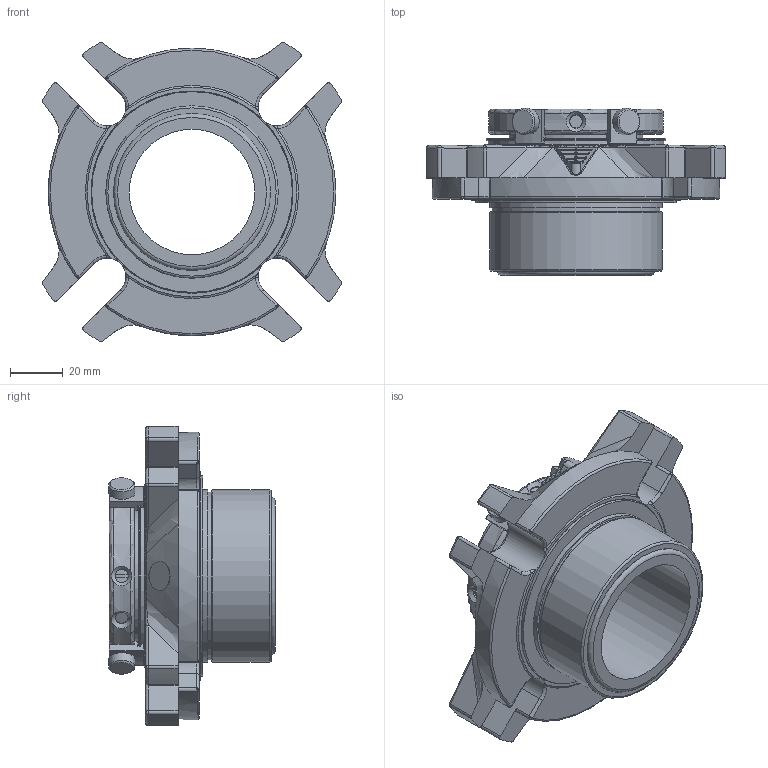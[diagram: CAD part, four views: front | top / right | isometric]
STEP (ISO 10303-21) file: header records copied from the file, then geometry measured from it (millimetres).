
FILE_DESCRIPTION(/* description */ ('Unknown'),/* implementation_level */ '2;1');
FILE_NAME(/* name */ '1.875',/* time_stamp */ '2023-04-03T15:42:51+01:00',/* author */ ('Unknown'),/* organization */ ('Unknown'),/* preprocessor_version */ 'ST-DEVELOPER v18.102',/* originating_system */ 'Solid Edge',/* authorisation */ 'Unknown');
FILE_SCHEMA (('AUTOMOTIVE_DESIGN {1 0 10303 214 3 1 1}'));
Length unit declared in the file: millimetre
Products named in the file (1): 1.875
Bounding box: 113.61 x 63.32 x 113.61 mm (x, y, z)
Volume: 207177.3 mm3; surface area: 49616.5 mm2
Topology: 1 solids, 1 shells, 577 faces, 1462 edges, 882 vertices
Faces by surface type: cylinder 212, plane 162, torus 93, bspline 50, sphere 31, cone 29
Full cylindrical faces by diameter (mm): 3.785 x1, 5 x5, 6 x4, 10 x4, 11.252 x3, 47.625 x1, 50.775 x1, 59.563 x1, 63.602 x1, 65.354 x1, 65.405 x1, 66.7 x1, 68.224 x1, 76.2 x1, 76.581 x1
Entity records: 21714 total; most frequent: CARTESIAN_POINT 4556, DIRECTION 2826, ORIENTED_EDGE 2664, EDGE_CURVE 1332, AXIS2_PLACEMENT_3D 1169, VERTEX_POINT 838, EDGE_LOOP 668, FACE_BOUND 668
